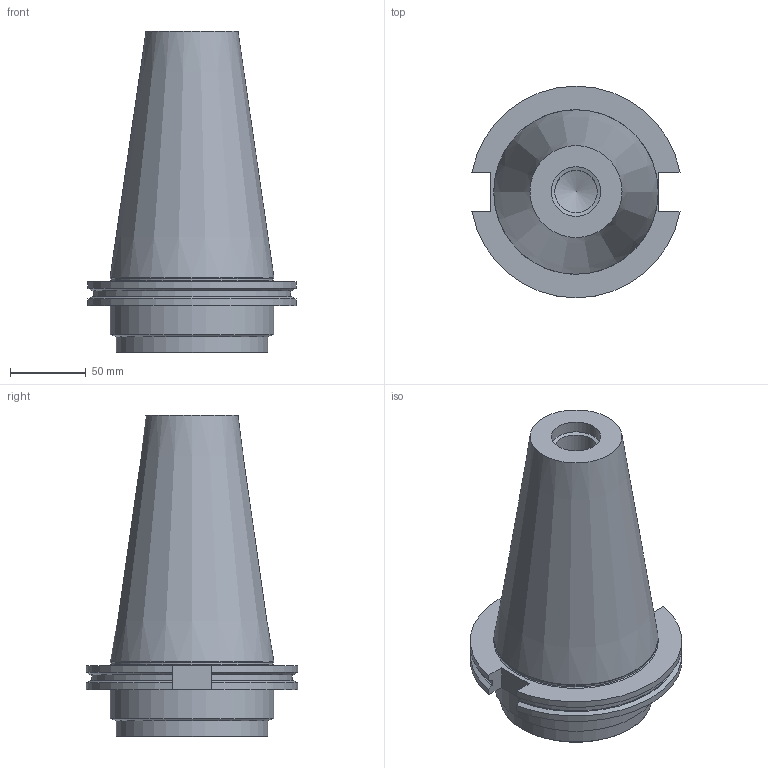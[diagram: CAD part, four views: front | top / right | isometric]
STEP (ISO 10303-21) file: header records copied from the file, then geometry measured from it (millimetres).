
FILE_DESCRIPTION(/* description */ (''),/* implementation_level */ '2;1');
FILE_NAME(/* name */ '2408_1_3d.stp',/* time_stamp */ '2017-02-08T08:00:27+01:00',/* author */ (''),/* organization */ ('SMS'),/* preprocessor_version */ 'ST-DEVELOPER v15',/* originating_system */ 'SIEMENS PLM Software NX 8.5',/* authorisation */ '');
FILE_SCHEMA (('AUTOMOTIVE_DESIGN { 1 0 10303 214 3 1 1 1 }'));
Length unit declared in the file: millimetre
Products named in the file (1): 2408_1_3D
Bounding box: 137.3 x 139.7 x 211.93 mm (x, y, z)
Volume: 1400417.3 mm3; surface area: 93464 mm2
Topology: 1 solids, 1 shells, 37 faces, 94 edges, 60 vertices
Faces by surface type: plane 14, cylinder 11, cone 10, torus 2
Full cylindrical faces by diameter (mm): 28 x1, 32.725 x1, 100 x1, 107.5 x1, 107.95 x1
Entity records: 1104 total; most frequent: CARTESIAN_POINT 228, DIRECTION 181, ORIENTED_EDGE 154, EDGE_CURVE 77, AXIS2_PLACEMENT_3D 72, VERTEX_POINT 57, EDGE_LOOP 51, ADVANCED_FACE 37
